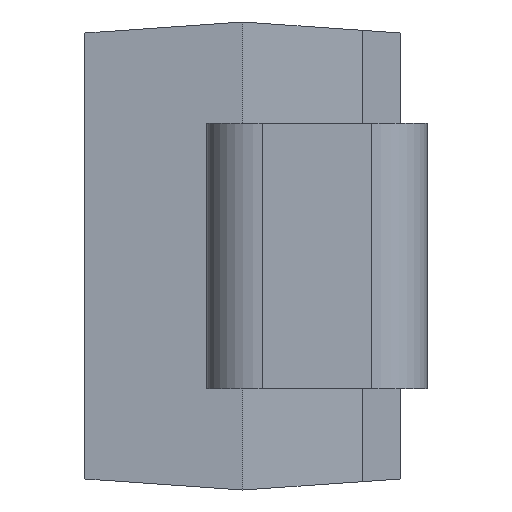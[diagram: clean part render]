
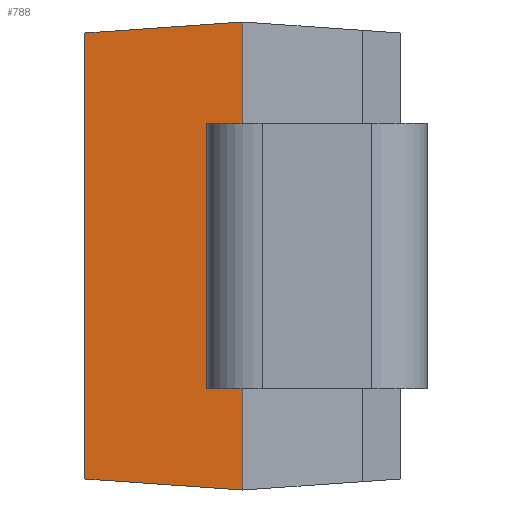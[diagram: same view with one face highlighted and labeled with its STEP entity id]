
A CAD part, left-side view. The second image highlights one B-rep face of the part: STEP entity #788.
In plain terms, the highlighted planar face has unit normal (-0.998, 0.07, 0).
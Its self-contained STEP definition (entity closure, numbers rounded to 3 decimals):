
#21 = VECTOR ( 'NONE', #42, 1000. ) ;
#42 = DIRECTION ( 'NONE',  ( 0., 0., -1. ) ) ;
#59 = LINE ( 'NONE', #612, #21 ) ;
#74 = CARTESIAN_POINT ( 'NONE',  ( -2.115, 2.644, 1.727 ) ) ;
#89 = CARTESIAN_POINT ( 'NONE',  ( -2.2, 1.427, 1.813 ) ) ;
#101 = VERTEX_POINT ( 'NONE', #747 ) ;
#122 = VECTOR ( 'NONE', #171, 1000. ) ;
#134 = ORIENTED_EDGE ( 'NONE', *, *, #428, .T. ) ;
#168 = CARTESIAN_POINT ( 'NONE',  ( -2.114, 2.65, 1.727 ) ) ;
#171 = DIRECTION ( 'NONE',  ( 0.07, 0.995, -0.07 ) ) ;
#176 = CARTESIAN_POINT ( 'NONE',  ( -2.114, 2.65, 1.813 ) ) ;
#251 = ORIENTED_EDGE ( 'NONE', *, *, #289, .T. ) ;
#289 = EDGE_CURVE ( 'NONE', #101, #1236, #613, .T. ) ;
#313 = DIRECTION ( 'NONE',  ( 0., 0., -1. ) ) ;
#345 = ORIENTED_EDGE ( 'NONE', *, *, #848, .T. ) ;
#428 = EDGE_CURVE ( 'NONE', #786, #706, #1319, .T. ) ;
#508 = VECTOR ( 'NONE', #1142, 1000. ) ;
#512 = LINE ( 'NONE', #89, #947 ) ;
#611 = FACE_OUTER_BOUND ( 'NONE', #800, .T. ) ;
#612 = CARTESIAN_POINT ( 'NONE',  ( -2.114, 2.65, 1.813 ) ) ;
#613 = LINE ( 'NONE', #74, #122 ) ;
#618 = PLANE ( 'NONE',  #644 ) ;
#644 = AXIS2_PLACEMENT_3D ( 'NONE', #176, #1170, #854 ) ;
#706 = VERTEX_POINT ( 'NONE', #1295 ) ;
#747 = CARTESIAN_POINT ( 'NONE',  ( -2.2, 1.427, 1.813 ) ) ;
#786 = VERTEX_POINT ( 'NONE', #940 ) ;
#788 = ADVANCED_FACE ( 'NONE', ( #611 ), #618, .F. ) ;
#800 = EDGE_LOOP ( 'NONE', ( #345, #134, #1190, #251 ) ) ;
#848 = EDGE_CURVE ( 'NONE', #1236, #786, #59, .T. ) ;
#854 = DIRECTION ( 'NONE',  ( 0., 0., -1. ) ) ;
#940 = CARTESIAN_POINT ( 'NONE',  ( -2.114, 2.65, -1.727 ) ) ;
#947 = VECTOR ( 'NONE', #313, 1000. ) ;
#1010 = EDGE_CURVE ( 'NONE', #101, #706, #512, .T. ) ;
#1142 = DIRECTION ( 'NONE',  ( -0.07, -0.995, -0.07 ) ) ;
#1170 = DIRECTION ( 'NONE',  ( 0.998, -0.07, 0. ) ) ;
#1190 = ORIENTED_EDGE ( 'NONE', *, *, #1010, .F. ) ;
#1236 = VERTEX_POINT ( 'NONE', #168 ) ;
#1295 = CARTESIAN_POINT ( 'NONE',  ( -2.2, 1.427, -1.813 ) ) ;
#1319 = LINE ( 'NONE', #1357, #508 ) ;
#1357 = CARTESIAN_POINT ( 'NONE',  ( -2.097, 2.895, -1.71 ) ) ;
